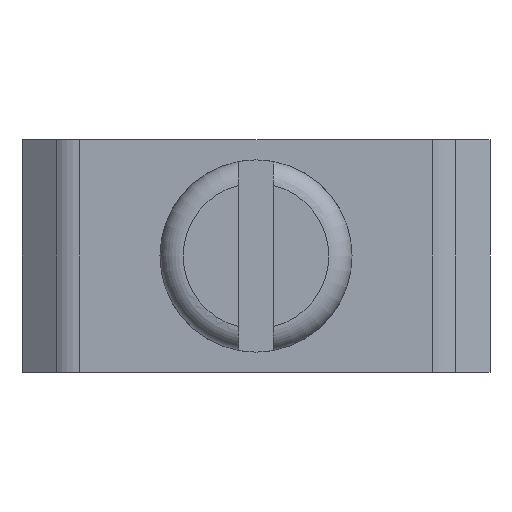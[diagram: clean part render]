
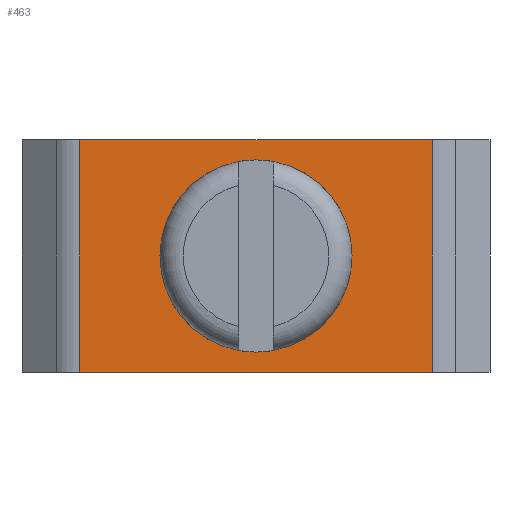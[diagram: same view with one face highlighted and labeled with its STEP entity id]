
A CAD part, left-side view. The second image highlights one B-rep face of the part: STEP entity #463.
In plain terms, the highlighted face is planar.
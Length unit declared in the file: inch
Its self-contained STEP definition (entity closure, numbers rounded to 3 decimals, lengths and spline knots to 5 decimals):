
#358 = EDGE_CURVE ( 'NONE', #470, #426, #1182, .T. ) ;
#426 = VERTEX_POINT ( 'NONE', #1278 ) ;
#431 = VERTEX_POINT ( 'NONE', #1273 ) ;
#447 = EDGE_CURVE ( 'NONE', #491, #454, #1299, .T. ) ;
#454 = VERTEX_POINT ( 'NONE', #1282 ) ;
#458 = ORIENTED_EDGE ( 'NONE', *, *, #473, .T. ) ;
#459 = VERTEX_POINT ( 'NONE', #1335 ) ;
#461 = EDGE_LOOP ( 'NONE', ( #464, #472, #458, #467 ) ) ;
#463 = ADVANCED_FACE ( 'NONE', ( #1300, #1281 ), #1333, .F. ) ;
#464 = ORIENTED_EDGE ( 'NONE', *, *, #468, .F. ) ;
#465 = ORIENTED_EDGE ( 'NONE', *, *, #447, .F. ) ;
#466 = ORIENTED_EDGE ( 'NONE', *, *, #484, .F. ) ;
#467 = ORIENTED_EDGE ( 'NONE', *, *, #358, .T. ) ;
#468 = EDGE_CURVE ( 'NONE', #459, #426, #1340, .T. ) ;
#469 = EDGE_CURVE ( 'NONE', #459, #431, #1326, .T. ) ;
#470 = VERTEX_POINT ( 'NONE', #1325 ) ;
#472 = ORIENTED_EDGE ( 'NONE', *, *, #469, .T. ) ;
#473 = EDGE_CURVE ( 'NONE', #431, #470, #1319, .T. ) ;
#484 = EDGE_CURVE ( 'NONE', #454, #491, #1321, .T. ) ;
#485 = EDGE_LOOP ( 'NONE', ( #466, #465 ) ) ;
#491 = VERTEX_POINT ( 'NONE', #1348 ) ;
#1129 = CARTESIAN_POINT ( 'NONE',  ( 0.1, 0.031, 0. ) ) ;
#1177 = DIRECTION ( 'NONE',  ( 1., 0., 0. ) ) ;
#1178 = VECTOR ( 'NONE', #1177, 39.37008 ) ;
#1182 = LINE ( 'NONE', #1129, #1178 ) ;
#1273 = CARTESIAN_POINT ( 'NONE',  ( -0.1, 0.031, -0.303 ) ) ;
#1278 = CARTESIAN_POINT ( 'NONE',  ( 0.1, 0.031, 0. ) ) ;
#1281 = FACE_OUTER_BOUND ( 'NONE', #461, .T. ) ;
#1282 = CARTESIAN_POINT ( 'NONE',  ( 0., 0.031, -0.0865 ) ) ;
#1283 = DIRECTION ( 'NONE',  ( 0., -1., 0. ) ) ;
#1284 = CARTESIAN_POINT ( 'NONE',  ( 0.1, 0.031, 0.01128 ) ) ;
#1290 = DIRECTION ( 'NONE',  ( 0., 0., 1. ) ) ;
#1291 = DIRECTION ( 'NONE',  ( 0., 1., 0. ) ) ;
#1292 = CARTESIAN_POINT ( 'NONE',  ( 0., 0.031, -0.1515 ) ) ;
#1299 = CIRCLE ( 'NONE', #1309, 0.065 ) ;
#1300 = FACE_BOUND ( 'NONE', #485, .T. ) ;
#1309 = AXIS2_PLACEMENT_3D ( 'NONE', #1292, #1291, #1290 ) ;
#1312 = AXIS2_PLACEMENT_3D ( 'NONE', #1330, #1357, #1356 ) ;
#1314 = DIRECTION ( 'NONE',  ( 0., 0., 1. ) ) ;
#1318 = CARTESIAN_POINT ( 'NONE',  ( -0.1, 0.031, 0.01128 ) ) ;
#1319 = LINE ( 'NONE', #1318, #1342 ) ;
#1321 = CIRCLE ( 'NONE', #1312, 0.065 ) ;
#1322 = DIRECTION ( 'NONE',  ( -1., 0., 0. ) ) ;
#1323 = VECTOR ( 'NONE', #1322, 39.37008 ) ;
#1324 = CARTESIAN_POINT ( 'NONE',  ( 0.1, 0.031, -0.303 ) ) ;
#1325 = CARTESIAN_POINT ( 'NONE',  ( -0.1, 0.031, 0. ) ) ;
#1326 = LINE ( 'NONE', #1324, #1323 ) ;
#1327 = DIRECTION ( 'NONE',  ( 0., 0., 1. ) ) ;
#1328 = VECTOR ( 'NONE', #1327, 39.37008 ) ;
#1330 = CARTESIAN_POINT ( 'NONE',  ( 0., 0.031, -0.1515 ) ) ;
#1332 = DIRECTION ( 'NONE',  ( 0., 0., -1. ) ) ;
#1333 = PLANE ( 'NONE',  #1341 ) ;
#1335 = CARTESIAN_POINT ( 'NONE',  ( 0.1, 0.031, -0.303 ) ) ;
#1339 = CARTESIAN_POINT ( 'NONE',  ( 0.1, 0.031, 0.01128 ) ) ;
#1340 = LINE ( 'NONE', #1339, #1328 ) ;
#1341 = AXIS2_PLACEMENT_3D ( 'NONE', #1284, #1283, #1332 ) ;
#1342 = VECTOR ( 'NONE', #1314, 39.37008 ) ;
#1348 = CARTESIAN_POINT ( 'NONE',  ( 0., 0.031, -0.2165 ) ) ;
#1356 = DIRECTION ( 'NONE',  ( 0., 0., 1. ) ) ;
#1357 = DIRECTION ( 'NONE',  ( 0., 1., 0. ) ) ;
